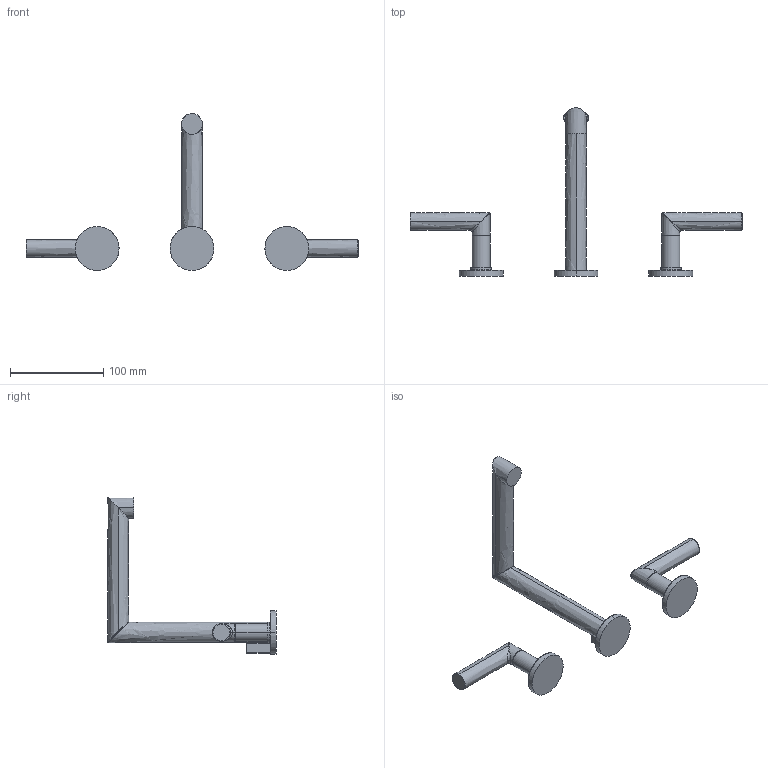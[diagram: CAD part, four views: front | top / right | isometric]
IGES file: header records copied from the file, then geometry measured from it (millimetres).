
Start section:  PTC IGES file: 3120.igs
Global section: file name: 3120.igs; native system: Creo Parametric by PTC Inc.; preprocessor: 2018400; author: jinson.thomas; organization: Unknown; date: 20201130.111458; units: inch
Bounding box: 355.6 x 180.06 x 167.96 mm (x, y, z)
Volume: 113050.4 mm3; surface area: 52264.8 mm2
Topology: 3 solids, 4 shells, 96 faces, 234 edges, 146 vertices
Faces by surface type: revolution 60, bspline 36
